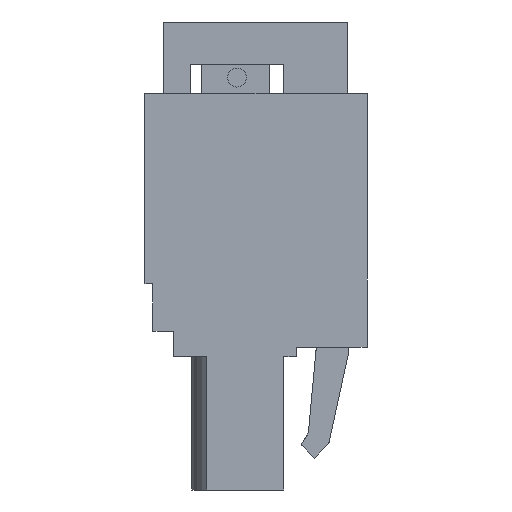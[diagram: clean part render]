
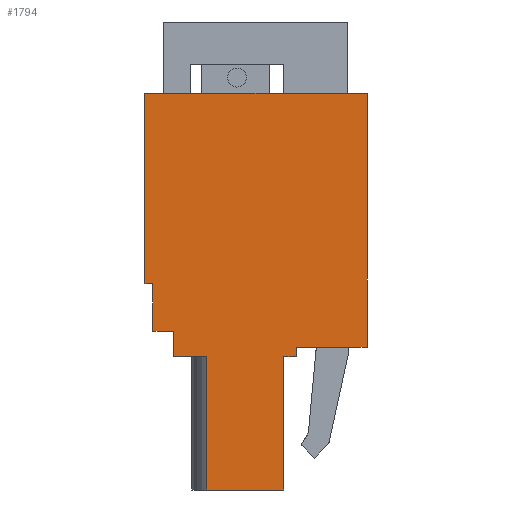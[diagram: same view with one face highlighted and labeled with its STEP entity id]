
A CAD part, left-side view. The second image highlights one B-rep face of the part: STEP entity #1794.
In plain terms, the highlighted planar face has unit normal (-1, 0, 0).
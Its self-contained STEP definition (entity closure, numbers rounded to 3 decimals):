
#1794 = ADVANCED_FACE( '', ( #3671 ), #3672, .F. );
#3671 = FACE_OUTER_BOUND( '', #6354, .T. );
#3672 = PLANE( '', #6355 );
#6354 = EDGE_LOOP( '', ( #11845, #11846, #11847, #11848, #11849, #11850, #11851, #11852, #11853, #11854, #11855, #11856, #11857, #11858 ) );
#6355 = AXIS2_PLACEMENT_3D( '', #11859, #11860, #11861 );
#11845 = ORIENTED_EDGE( '', *, *, #13314, .T. );
#11846 = ORIENTED_EDGE( '', *, *, #13785, .F. );
#11847 = ORIENTED_EDGE( '', *, *, #13617, .F. );
#11848 = ORIENTED_EDGE( '', *, *, #15290, .F. );
#11849 = ORIENTED_EDGE( '', *, *, #15291, .F. );
#11850 = ORIENTED_EDGE( '', *, *, #13278, .F. );
#11851 = ORIENTED_EDGE( '', *, *, #15292, .F. );
#11852 = ORIENTED_EDGE( '', *, *, #15005, .F. );
#11853 = ORIENTED_EDGE( '', *, *, #15293, .F. );
#11854 = ORIENTED_EDGE( '', *, *, #15294, .T. );
#11855 = ORIENTED_EDGE( '', *, *, #15126, .T. );
#11856 = ORIENTED_EDGE( '', *, *, #13107, .T. );
#11857 = ORIENTED_EDGE( '', *, *, #14709, .T. );
#11858 = ORIENTED_EDGE( '', *, *, #15295, .F. );
#11859 = CARTESIAN_POINT( '', ( -12.7, 0., 0. ) );
#11860 = DIRECTION( '', ( 1., 0., 0. ) );
#11861 = DIRECTION( '', ( 0., 0., -1. ) );
#13107 = EDGE_CURVE( '', #15551, #15556, #15558, .T. );
#13278 = EDGE_CURVE( '', #15870, #15871, #15872, .T. );
#13314 = EDGE_CURVE( '', #15936, #15933, #15937, .T. );
#13617 = EDGE_CURVE( '', #16461, #16463, #16464, .T. );
#13785 = EDGE_CURVE( '', #16463, #15933, #16745, .T. );
#14709 = EDGE_CURVE( '', #15556, #18144, #18146, .T. );
#15005 = EDGE_CURVE( '', #18543, #18545, #18546, .T. );
#15126 = EDGE_CURVE( '', #18692, #15551, #18701, .T. );
#15290 = EDGE_CURVE( '', #18887, #16461, #18888, .T. );
#15291 = EDGE_CURVE( '', #15871, #18887, #18889, .T. );
#15292 = EDGE_CURVE( '', #18545, #15870, #18890, .T. );
#15293 = EDGE_CURVE( '', #18891, #18543, #18892, .T. );
#15294 = EDGE_CURVE( '', #18891, #18692, #18893, .T. );
#15295 = EDGE_CURVE( '', #15936, #18144, #18894, .T. );
#15551 = VERTEX_POINT( '', #19182 );
#15556 = VERTEX_POINT( '', #19189 );
#15558 = LINE( '', #19192, #19193 );
#15870 = VERTEX_POINT( '', #19746 );
#15871 = VERTEX_POINT( '', #19747 );
#15872 = LINE( '', #19748, #19749 );
#15933 = VERTEX_POINT( '', #19837 );
#15936 = VERTEX_POINT( '', #19841 );
#15937 = LINE( '', #19842, #19843 );
#16461 = VERTEX_POINT( '', #20615 );
#16463 = VERTEX_POINT( '', #20618 );
#16464 = LINE( '', #20619, #20620 );
#16745 = LINE( '', #21015, #21016 );
#18144 = VERTEX_POINT( '', #23103 );
#18146 = LINE( '', #23106, #23107 );
#18543 = VERTEX_POINT( '', #23701 );
#18545 = VERTEX_POINT( '', #23704 );
#18546 = LINE( '', #23705, #23706 );
#18692 = VERTEX_POINT( '', #23933 );
#18701 = LINE( '', #23948, #23949 );
#18887 = VERTEX_POINT( '', #24275 );
#18888 = LINE( '', #24276, #24277 );
#18889 = LINE( '', #24278, #24279 );
#18890 = LINE( '', #24280, #24281 );
#18891 = VERTEX_POINT( '', #24282 );
#18892 = LINE( '', #24283, #24284 );
#18893 = LINE( '', #24285, #24286 );
#18894 = LINE( '', #24287, #24288 );
#19182 = CARTESIAN_POINT( '', ( -12.7, 6.5, -6.7 ) );
#19189 = CARTESIAN_POINT( '', ( -12.7, 5.2, -6.7 ) );
#19192 = CARTESIAN_POINT( '', ( -12.7, 0., -6.7 ) );
#19193 = VECTOR( '', #24586, 1000. );
#19746 = CARTESIAN_POINT( '', ( -12.7, -7., -7.7 ) );
#19747 = CARTESIAN_POINT( '', ( -12.7, -2.55, -7.7 ) );
#19748 = CARTESIAN_POINT( '', ( -12.7, 0., -7.7 ) );
#19749 = VECTOR( '', #24796, 1000. );
#19837 = CARTESIAN_POINT( '', ( -12.7, 3.1, -16.7 ) );
#19841 = CARTESIAN_POINT( '', ( -12.7, 3.1, -8.3 ) );
#19842 = CARTESIAN_POINT( '', ( -12.7, 3.1, -8.3 ) );
#19843 = VECTOR( '', #24831, 1000. );
#20615 = CARTESIAN_POINT( '', ( -12.7, -1.75, -8.3 ) );
#20618 = CARTESIAN_POINT( '', ( -12.7, -1.75, -16.7 ) );
#20619 = CARTESIAN_POINT( '', ( -12.7, -1.75, -8.3 ) );
#20620 = VECTOR( '', #25114, 1000. );
#21015 = CARTESIAN_POINT( '', ( -12.7, -1.75, -16.7 ) );
#21016 = VECTOR( '', #25292, 1000. );
#23103 = CARTESIAN_POINT( '', ( -12.7, 5.2, -8.3 ) );
#23106 = CARTESIAN_POINT( '', ( -12.7, 5.2, 0. ) );
#23107 = VECTOR( '', #26191, 1000. );
#23701 = CARTESIAN_POINT( '', ( -12.7, 7., 8.3 ) );
#23704 = CARTESIAN_POINT( '', ( -12.7, -7., 8.3 ) );
#23705 = CARTESIAN_POINT( '', ( -12.7, 7., 8.3 ) );
#23706 = VECTOR( '', #26469, 1000. );
#23933 = CARTESIAN_POINT( '', ( -12.7, 6.5, -3.7 ) );
#23948 = CARTESIAN_POINT( '', ( -12.7, 6.5, 0. ) );
#23949 = VECTOR( '', #26564, 1000. );
#24275 = CARTESIAN_POINT( '', ( -12.7, -2.55, -8.3 ) );
#24276 = CARTESIAN_POINT( '', ( -12.7, -7., -8.3 ) );
#24277 = VECTOR( '', #26697, 1000. );
#24278 = CARTESIAN_POINT( '', ( -12.7, -2.55, 0. ) );
#24279 = VECTOR( '', #26698, 1000. );
#24280 = CARTESIAN_POINT( '', ( -12.7, -7., 8.3 ) );
#24281 = VECTOR( '', #26699, 1000. );
#24282 = CARTESIAN_POINT( '', ( -12.7, 7., -3.7 ) );
#24283 = CARTESIAN_POINT( '', ( -12.7, 7., -8.3 ) );
#24284 = VECTOR( '', #26700, 1000. );
#24285 = CARTESIAN_POINT( '', ( -12.7, 0., -3.7 ) );
#24286 = VECTOR( '', #26701, 1000. );
#24287 = CARTESIAN_POINT( '', ( -12.7, -7., -8.3 ) );
#24288 = VECTOR( '', #26702, 1000. );
#24586 = DIRECTION( '', ( 0., -1., 0. ) );
#24796 = DIRECTION( '', ( 0., 1., 0. ) );
#24831 = DIRECTION( '', ( 0., 0., -1. ) );
#25114 = DIRECTION( '', ( 0., 0., -1. ) );
#25292 = DIRECTION( '', ( 0., 1., 0. ) );
#26191 = DIRECTION( '', ( 0., 0., -1. ) );
#26469 = DIRECTION( '', ( 0., -1., 0. ) );
#26564 = DIRECTION( '', ( 0., 0., -1. ) );
#26697 = DIRECTION( '', ( 0., 1., 0. ) );
#26698 = DIRECTION( '', ( 0., 0., -1. ) );
#26699 = DIRECTION( '', ( 0., 0., -1. ) );
#26700 = DIRECTION( '', ( 0., 0., 1. ) );
#26701 = DIRECTION( '', ( 0., -1., 0. ) );
#26702 = DIRECTION( '', ( 0., 1., 0. ) );
